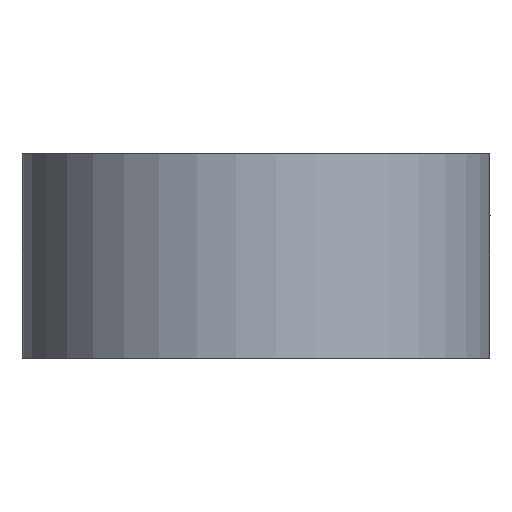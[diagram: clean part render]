
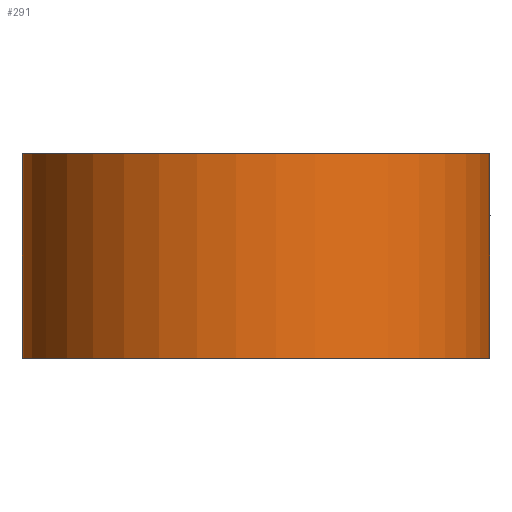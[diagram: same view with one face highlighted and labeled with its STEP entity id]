
A CAD part, left-side view. The second image highlights one B-rep face of the part: STEP entity #291.
In plain terms, the highlighted cylindrical face has radius 8 mm (diameter 16 mm), a partial arc.
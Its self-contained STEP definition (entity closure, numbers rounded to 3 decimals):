
#250=CARTESIAN_POINT('',(-873.,270.,-16.7));
#251=DIRECTION('',(-0.,0.,1.));
#252=DIRECTION('',(1.,0.,0.));
#253=AXIS2_PLACEMENT_3D('',#250,#251,#252);
#254=CYLINDRICAL_SURFACE('',#253,8.);
#255=CARTESIAN_POINT('',(-866.675,274.899,-9.7));
#256=VERTEX_POINT('',#255);
#257=CARTESIAN_POINT('',(-866.675,265.101,-9.7));
#258=VERTEX_POINT('',#257);
#259=CARTESIAN_POINT('',(-873.,270.,-9.7));
#260=DIRECTION('',(-0.,0.,1.));
#261=DIRECTION('',(0.,-1.,0.));
#262=AXIS2_PLACEMENT_3D('',#259,#260,#261);
#263=CIRCLE('',#262,8.);
#264=EDGE_CURVE('',#256,#258,#263,.T.);
#265=ORIENTED_EDGE('',*,*,#264,.F.);
#266=CARTESIAN_POINT('',(-866.675,274.899,-16.7));
#267=VERTEX_POINT('',#266);
#268=CARTESIAN_POINT('',(-866.675,274.899,-16.7));
#269=DIRECTION('',(-0.,0.,1.));
#270=VECTOR('',#269,7.);
#271=LINE('',#268,#270);
#272=EDGE_CURVE('',#267,#256,#271,.T.);
#273=ORIENTED_EDGE('',*,*,#272,.F.);
#274=CARTESIAN_POINT('',(-866.675,265.101,-16.7));
#275=VERTEX_POINT('',#274);
#276=CARTESIAN_POINT('',(-873.,270.,-16.7));
#277=DIRECTION('',(-0.,0.,1.));
#278=DIRECTION('',(0.,-1.,0.));
#279=AXIS2_PLACEMENT_3D('',#276,#277,#278);
#280=CIRCLE('',#279,8.);
#281=EDGE_CURVE('',#267,#275,#280,.T.);
#282=ORIENTED_EDGE('',*,*,#281,.T.);
#283=CARTESIAN_POINT('',(-866.675,265.101,-16.7));
#284=DIRECTION('',(-0.,0.,1.));
#285=VECTOR('',#284,7.);
#286=LINE('',#283,#285);
#287=EDGE_CURVE('',#275,#258,#286,.T.);
#288=ORIENTED_EDGE('',*,*,#287,.T.);
#289=EDGE_LOOP('',(#265,#273,#282,#288));
#290=FACE_BOUND('',#289,.T.);
#291=ADVANCED_FACE('',(#290),#254,.T.);
